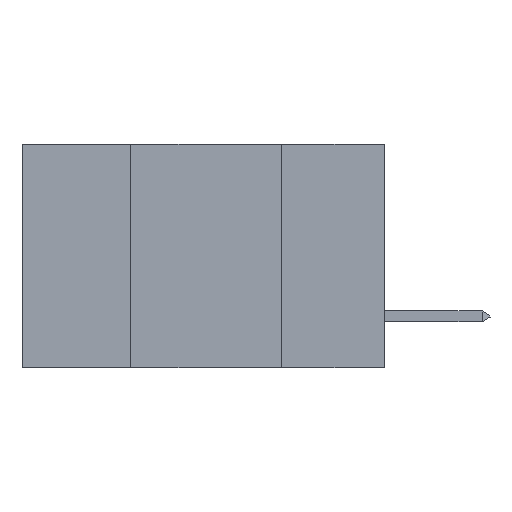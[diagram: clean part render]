
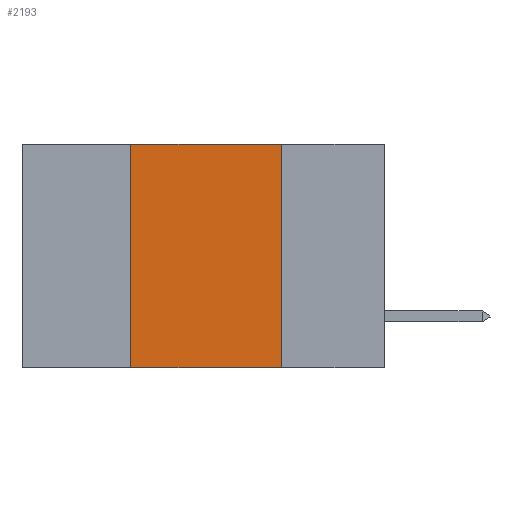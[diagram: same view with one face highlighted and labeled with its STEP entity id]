
A CAD part, left-side view. The second image highlights one B-rep face of the part: STEP entity #2193.
In plain terms, the highlighted planar face has unit normal (-1, 0, 0).
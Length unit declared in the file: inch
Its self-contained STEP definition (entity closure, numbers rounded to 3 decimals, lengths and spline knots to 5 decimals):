
#663 = ORIENTED_EDGE ( 'NONE', *, *, #7856, .T. ) ;
#927 = EDGE_CURVE ( 'NONE', #1826, #9008, #4521, .T. ) ;
#990 = LINE ( 'NONE', #7305, #3261 ) ;
#1781 = LINE ( 'NONE', #7895, #5143 ) ;
#1826 = VERTEX_POINT ( 'NONE', #3463 ) ;
#2193 = ADVANCED_FACE ( 'NONE', ( #4581 ), #7363, .F. ) ;
#2623 = CARTESIAN_POINT ( 'NONE',  ( 0., 0.42, -0.37 ) ) ;
#2650 = VECTOR ( 'NONE', #3138, 39.37008 ) ;
#3138 = DIRECTION ( 'NONE',  ( 0., 0., -1. ) ) ;
#3166 = CARTESIAN_POINT ( 'NONE',  ( 0., 0.6, 0. ) ) ;
#3261 = VECTOR ( 'NONE', #8002, 39.37008 ) ;
#3463 = CARTESIAN_POINT ( 'NONE',  ( 0., 0.17, 0. ) ) ;
#3506 = CARTESIAN_POINT ( 'NONE',  ( 0., 0.42, 0. ) ) ;
#3937 = DIRECTION ( 'NONE',  ( 0., 0., -1. ) ) ;
#3983 = AXIS2_PLACEMENT_3D ( 'NONE', #3166, #8053, #3937 ) ;
#4119 = EDGE_CURVE ( 'NONE', #6501, #1826, #1781, .T. ) ;
#4521 = LINE ( 'NONE', #6626, #2650 ) ;
#4581 = FACE_OUTER_BOUND ( 'NONE', #7838, .T. ) ;
#4789 = ORIENTED_EDGE ( 'NONE', *, *, #7406, .F. ) ;
#4953 = VERTEX_POINT ( 'NONE', #2623 ) ;
#5001 = DIRECTION ( 'NONE',  ( 0., -1., 0. ) ) ;
#5143 = VECTOR ( 'NONE', #5001, 39.37008 ) ;
#6501 = VERTEX_POINT ( 'NONE', #3506 ) ;
#6626 = CARTESIAN_POINT ( 'NONE',  ( 0., 0.17, 0. ) ) ;
#6995 = VECTOR ( 'NONE', #8613, 39.37008 ) ;
#7305 = CARTESIAN_POINT ( 'NONE',  ( 0., 0.42, 0. ) ) ;
#7363 = PLANE ( 'NONE',  #3983 ) ;
#7406 = EDGE_CURVE ( 'NONE', #4953, #6501, #990, .T. ) ;
#7548 = LINE ( 'NONE', #7927, #6995 ) ;
#7838 = EDGE_LOOP ( 'NONE', ( #8999, #8806, #4789, #663 ) ) ;
#7856 = EDGE_CURVE ( 'NONE', #4953, #9008, #7548, .T. ) ;
#7895 = CARTESIAN_POINT ( 'NONE',  ( 0., 0.6, 0. ) ) ;
#7913 = CARTESIAN_POINT ( 'NONE',  ( 0., 0.17, -0.37 ) ) ;
#7927 = CARTESIAN_POINT ( 'NONE',  ( 0., 0.6, -0.37 ) ) ;
#8002 = DIRECTION ( 'NONE',  ( 0., 0., 1. ) ) ;
#8053 = DIRECTION ( 'NONE',  ( 1., 0., 0. ) ) ;
#8613 = DIRECTION ( 'NONE',  ( 0., -1., 0. ) ) ;
#8806 = ORIENTED_EDGE ( 'NONE', *, *, #4119, .F. ) ;
#8999 = ORIENTED_EDGE ( 'NONE', *, *, #927, .F. ) ;
#9008 = VERTEX_POINT ( 'NONE', #7913 ) ;
